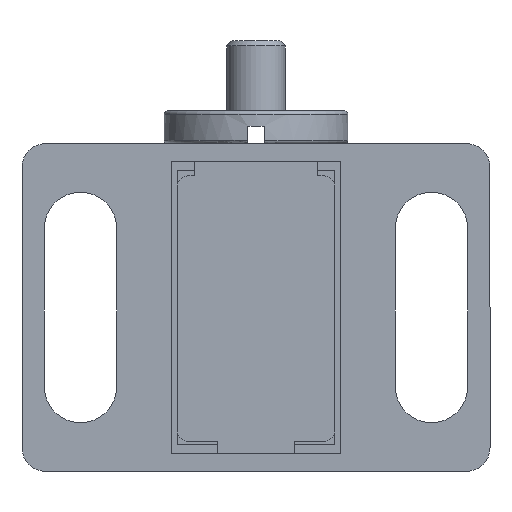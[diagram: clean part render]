
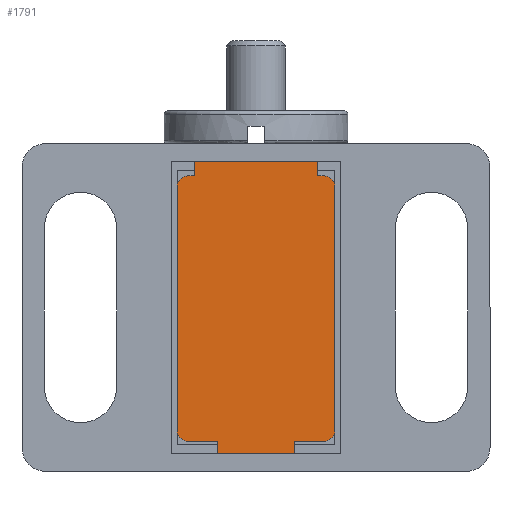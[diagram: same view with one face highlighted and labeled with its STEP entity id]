
A CAD part, front view. The second image highlights one B-rep face of the part: STEP entity #1791.
In plain terms, the highlighted planar face has unit normal (0, -1, 0).
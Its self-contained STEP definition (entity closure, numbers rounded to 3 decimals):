
#95 = EDGE_CURVE ( 'NONE', #3112, #4678, #4814, .T. ) ;
#124 = EDGE_CURVE ( 'NONE', #4678, #356, #3703, .T. ) ;
#269 = CARTESIAN_POINT ( 'NONE',  ( -6.75, 6., 24.25 ) ) ;
#300 = DIRECTION ( 'NONE',  ( 0., 0., 1. ) ) ;
#356 = VERTEX_POINT ( 'NONE', #1105 ) ;
#363 = LINE ( 'NONE', #2494, #4912 ) ;
#380 = CARTESIAN_POINT ( 'NONE',  ( 6.75, 6., 24.25 ) ) ;
#418 = CARTESIAN_POINT ( 'NONE',  ( -5.75, 6., 24.25 ) ) ;
#491 = EDGE_CURVE ( 'NONE', #3951, #4559, #3652, .T. ) ;
#493 = CARTESIAN_POINT ( 'NONE',  ( 5.75, 6., 24.25 ) ) ;
#514 = DIRECTION ( 'NONE',  ( 0., 0., -1. ) ) ;
#538 = CARTESIAN_POINT ( 'NONE',  ( -5.75, 6., 25.25 ) ) ;
#607 = CARTESIAN_POINT ( 'NONE',  ( 3.25, 6., 0.3 ) ) ;
#611 = PLANE ( 'NONE',  #5394 ) ;
#644 = DIRECTION ( 'NONE',  ( 0., 1., 0. ) ) ;
#666 = VECTOR ( 'NONE', #4919, 1000. ) ;
#718 = EDGE_CURVE ( 'NONE', #5637, #3112, #363, .T. ) ;
#735 = VERTEX_POINT ( 'NONE', #2612 ) ;
#800 = CARTESIAN_POINT ( 'NONE',  ( 5.25, 6., 24.25 ) ) ;
#842 = VECTOR ( 'NONE', #2720, 1000. ) ;
#1105 = CARTESIAN_POINT ( 'NONE',  ( -3.25, 6., 2.55 ) ) ;
#1189 = CARTESIAN_POINT ( 'NONE',  ( 5.25, 6., 27.5 ) ) ;
#1261 = VERTEX_POINT ( 'NONE', #5565 ) ;
#1339 = CARTESIAN_POINT ( 'NONE',  ( 5.75, 6., 2.55 ) ) ;
#1420 = DIRECTION ( 'NONE',  ( 0., 0., -1. ) ) ;
#1429 = ORIENTED_EDGE ( 'NONE', *, *, #5340, .F. ) ;
#1430 = EDGE_CURVE ( 'NONE', #5287, #5637, #1618, .T. ) ;
#1580 = VECTOR ( 'NONE', #3594, 1000. ) ;
#1602 = DIRECTION ( 'NONE',  ( 0., 0., 1. ) ) ;
#1618 = LINE ( 'NONE', #3912, #5627 ) ;
#1727 = LINE ( 'NONE', #5065, #1580 ) ;
#1729 = VECTOR ( 'NONE', #1420, 1000. ) ;
#1780 = LINE ( 'NONE', #380, #1729 ) ;
#1791 = ADVANCED_FACE ( 'NONE', ( #5880 ), #611, .F. ) ;
#1822 = DIRECTION ( 'NONE',  ( 0., 0., -1. ) ) ;
#1886 = ORIENTED_EDGE ( 'NONE', *, *, #6355, .T. ) ;
#1919 = EDGE_CURVE ( 'NONE', #356, #6197, #4658, .T. ) ;
#2118 = EDGE_CURVE ( 'NONE', #4559, #4179, #4810, .T. ) ;
#2186 = CARTESIAN_POINT ( 'NONE',  ( -5.75, 6., 0.3 ) ) ;
#2375 = DIRECTION ( 'NONE',  ( -1., 0., 0. ) ) ;
#2390 = CARTESIAN_POINT ( 'NONE',  ( -5.75, 6., 2.55 ) ) ;
#2406 = ORIENTED_EDGE ( 'NONE', *, *, #718, .F. ) ;
#2477 = DIRECTION ( 'NONE',  ( 0., 0., -1. ) ) ;
#2494 = CARTESIAN_POINT ( 'NONE',  ( 3.25, 6., 24.25 ) ) ;
#2506 = CARTESIAN_POINT ( 'NONE',  ( -5.75, 6., 24.25 ) ) ;
#2514 = DIRECTION ( 'NONE',  ( 0., 1., 0. ) ) ;
#2520 = ORIENTED_EDGE ( 'NONE', *, *, #3848, .F. ) ;
#2522 = CARTESIAN_POINT ( 'NONE',  ( -3.25, 6., 24.25 ) ) ;
#2535 = DIRECTION ( 'NONE',  ( 0., 0., -1. ) ) ;
#2538 = DIRECTION ( 'NONE',  ( 0., 1., 0. ) ) ;
#2556 = VECTOR ( 'NONE', #2560, 1000. ) ;
#2559 = CARTESIAN_POINT ( 'NONE',  ( -5.25, 6., 25.25 ) ) ;
#2560 = DIRECTION ( 'NONE',  ( 0., 0., 1. ) ) ;
#2578 = CARTESIAN_POINT ( 'NONE',  ( 5.75, 6., 3.55 ) ) ;
#2612 = CARTESIAN_POINT ( 'NONE',  ( -6.75, 6., 3.55 ) ) ;
#2691 = VECTOR ( 'NONE', #3777, 1000. ) ;
#2720 = DIRECTION ( 'NONE',  ( 0., 0., -1. ) ) ;
#2760 = LINE ( 'NONE', #5207, #2691 ) ;
#2919 = VERTEX_POINT ( 'NONE', #3647 ) ;
#3038 = CIRCLE ( 'NONE', #5256, 1. ) ;
#3093 = CARTESIAN_POINT ( 'NONE',  ( 6.75, 6., 24.25 ) ) ;
#3106 = ORIENTED_EDGE ( 'NONE', *, *, #5446, .T. ) ;
#3112 = VERTEX_POINT ( 'NONE', #607 ) ;
#3157 = EDGE_CURVE ( 'NONE', #1261, #4070, #3690, .T. ) ;
#3176 = ORIENTED_EDGE ( 'NONE', *, *, #4728, .F. ) ;
#3190 = DIRECTION ( 'NONE',  ( 1., 0., 0. ) ) ;
#3196 = CARTESIAN_POINT ( 'NONE',  ( 6.75, 6., 3.55 ) ) ;
#3210 = CARTESIAN_POINT ( 'NONE',  ( -3.25, 6., 0.3 ) ) ;
#3223 = CARTESIAN_POINT ( 'NONE',  ( -5.75, 6., 27.5 ) ) ;
#3364 = LINE ( 'NONE', #269, #3370 ) ;
#3368 = VECTOR ( 'NONE', #5351, 1000. ) ;
#3369 = ORIENTED_EDGE ( 'NONE', *, *, #1430, .F. ) ;
#3370 = VECTOR ( 'NONE', #300, 1000. ) ;
#3474 = CARTESIAN_POINT ( 'NONE',  ( 3.25, 6., 2.55 ) ) ;
#3539 = AXIS2_PLACEMENT_3D ( 'NONE', #2578, #2538, #2535 ) ;
#3594 = DIRECTION ( 'NONE',  ( -1., 0., 0. ) ) ;
#3624 = AXIS2_PLACEMENT_3D ( 'NONE', #2506, #2514, #2477 ) ;
#3641 = CARTESIAN_POINT ( 'NONE',  ( -6.75, 6., 24.25 ) ) ;
#3647 = CARTESIAN_POINT ( 'NONE',  ( 5.25, 6., 25.25 ) ) ;
#3652 = LINE ( 'NONE', #4796, #666 ) ;
#3689 = DIRECTION ( 'NONE',  ( -1., 0., 0. ) ) ;
#3690 = CIRCLE ( 'NONE', #4898, 1. ) ;
#3694 = VECTOR ( 'NONE', #2375, 1000. ) ;
#3703 = LINE ( 'NONE', #2522, #2556 ) ;
#3735 = ORIENTED_EDGE ( 'NONE', *, *, #4740, .F. ) ;
#3755 = LINE ( 'NONE', #800, #842 ) ;
#3777 = DIRECTION ( 'NONE',  ( -1., 0., 0. ) ) ;
#3801 = CARTESIAN_POINT ( 'NONE',  ( -5.25, 6., 27.5 ) ) ;
#3848 = EDGE_CURVE ( 'NONE', #4179, #2919, #3755, .T. ) ;
#3912 = CARTESIAN_POINT ( 'NONE',  ( -5.75, 6., 2.55 ) ) ;
#3939 = ORIENTED_EDGE ( 'NONE', *, *, #2118, .F. ) ;
#3951 = VERTEX_POINT ( 'NONE', #2559 ) ;
#3963 = DIRECTION ( 'NONE',  ( 0., 1., 0. ) ) ;
#4070 = VERTEX_POINT ( 'NONE', #3093 ) ;
#4179 = VERTEX_POINT ( 'NONE', #1189 ) ;
#4341 = CIRCLE ( 'NONE', #3539, 1. ) ;
#4450 = CIRCLE ( 'NONE', #3624, 1. ) ;
#4559 = VERTEX_POINT ( 'NONE', #3801 ) ;
#4658 = LINE ( 'NONE', #5470, #3368 ) ;
#4678 = VERTEX_POINT ( 'NONE', #3210 ) ;
#4728 = EDGE_CURVE ( 'NONE', #5945, #5287, #4341, .T. ) ;
#4733 = DIRECTION ( 'NONE',  ( 0., 0., -1. ) ) ;
#4740 = EDGE_CURVE ( 'NONE', #6372, #5342, #4450, .T. ) ;
#4743 = ORIENTED_EDGE ( 'NONE', *, *, #124, .F. ) ;
#4796 = CARTESIAN_POINT ( 'NONE',  ( -5.25, 6., 24.25 ) ) ;
#4810 = LINE ( 'NONE', #3223, #5883 ) ;
#4814 = LINE ( 'NONE', #2186, #3694 ) ;
#4875 = DIRECTION ( 'NONE',  ( 0., 1., 0. ) ) ;
#4898 = AXIS2_PLACEMENT_3D ( 'NONE', #493, #644, #4733 ) ;
#4912 = VECTOR ( 'NONE', #514, 1000. ) ;
#4919 = DIRECTION ( 'NONE',  ( 0., 0., 1. ) ) ;
#4966 = EDGE_LOOP ( 'NONE', ( #1429, #5234, #5276, #4743, #5983, #2406, #3369, #3176, #6255, #5317, #3106, #2520, #3939, #5610, #1886, #3735 ) ) ;
#5065 = CARTESIAN_POINT ( 'NONE',  ( -5.25, 6., 25.25 ) ) ;
#5207 = CARTESIAN_POINT ( 'NONE',  ( 5.25, 6., 25.25 ) ) ;
#5234 = ORIENTED_EDGE ( 'NONE', *, *, #5354, .F. ) ;
#5256 = AXIS2_PLACEMENT_3D ( 'NONE', #5386, #3963, #1822 ) ;
#5276 = ORIENTED_EDGE ( 'NONE', *, *, #1919, .F. ) ;
#5287 = VERTEX_POINT ( 'NONE', #1339 ) ;
#5317 = ORIENTED_EDGE ( 'NONE', *, *, #3157, .F. ) ;
#5340 = EDGE_CURVE ( 'NONE', #735, #6372, #3364, .T. ) ;
#5342 = VERTEX_POINT ( 'NONE', #538 ) ;
#5351 = DIRECTION ( 'NONE',  ( -1., 0., 0. ) ) ;
#5354 = EDGE_CURVE ( 'NONE', #6197, #735, #3038, .T. ) ;
#5386 = CARTESIAN_POINT ( 'NONE',  ( -5.75, 6., 3.55 ) ) ;
#5394 = AXIS2_PLACEMENT_3D ( 'NONE', #418, #4875, #1602 ) ;
#5446 = EDGE_CURVE ( 'NONE', #1261, #2919, #2760, .T. ) ;
#5470 = CARTESIAN_POINT ( 'NONE',  ( -5.75, 6., 2.55 ) ) ;
#5550 = EDGE_CURVE ( 'NONE', #4070, #5945, #1780, .T. ) ;
#5565 = CARTESIAN_POINT ( 'NONE',  ( 5.75, 6., 25.25 ) ) ;
#5610 = ORIENTED_EDGE ( 'NONE', *, *, #491, .F. ) ;
#5627 = VECTOR ( 'NONE', #3689, 1000. ) ;
#5637 = VERTEX_POINT ( 'NONE', #3474 ) ;
#5880 = FACE_OUTER_BOUND ( 'NONE', #4966, .T. ) ;
#5883 = VECTOR ( 'NONE', #3190, 1000. ) ;
#5945 = VERTEX_POINT ( 'NONE', #3196 ) ;
#5983 = ORIENTED_EDGE ( 'NONE', *, *, #95, .F. ) ;
#6197 = VERTEX_POINT ( 'NONE', #2390 ) ;
#6255 = ORIENTED_EDGE ( 'NONE', *, *, #5550, .F. ) ;
#6355 = EDGE_CURVE ( 'NONE', #3951, #5342, #1727, .T. ) ;
#6372 = VERTEX_POINT ( 'NONE', #3641 ) ;
